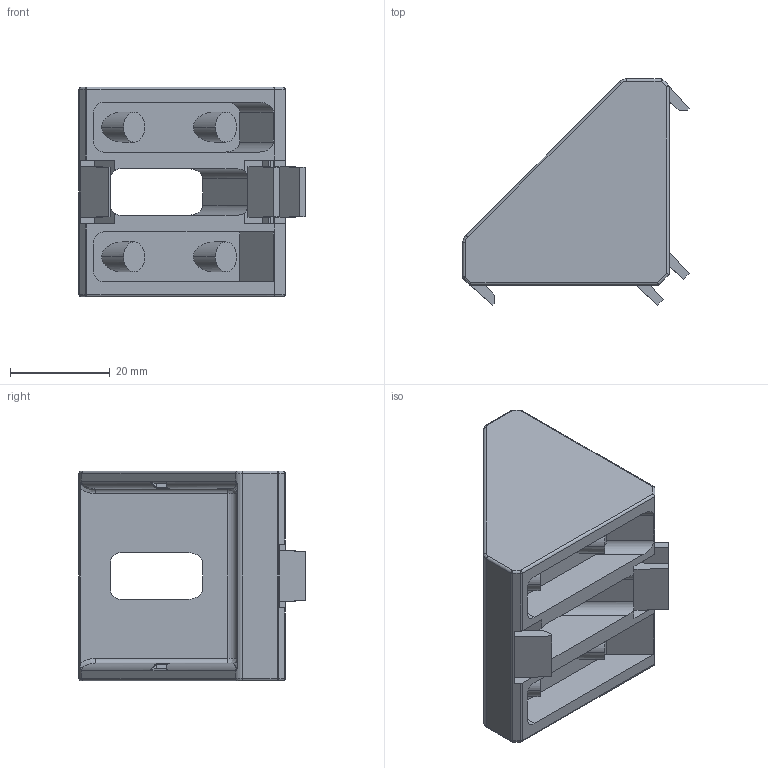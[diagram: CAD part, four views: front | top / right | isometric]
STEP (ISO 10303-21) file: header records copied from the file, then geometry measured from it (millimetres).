
FILE_DESCRIPTION (( 'STEP AP214' ), '1' );
FILE_NAME ('6261100', '2019-01-28T17:09:24', ( '' ), ('JUGARD+KÜNSTNER GmbH'), 'SwSTEP 2.0', 'SolidWorks 2017', '' );
FILE_SCHEMA (( 'AUTOMOTIVE_DESIGN' ));
Length unit declared in the file: millimetre
Products named in the file (1): 6261100
Bounding box: 45.3 x 45.3 x 42 mm (x, y, z)
Volume: 20339 mm3; surface area: 13494.2 mm2
Topology: 1 solids, 1 shells, 224 faces, 561 edges, 343 vertices
Faces by surface type: plane 97, cylinder 90, bspline 37
Entity records: 7344 total; most frequent: CARTESIAN_POINT 2293, ORIENTED_EDGE 1106, DIRECTION 973, EDGE_CURVE 553, VERTEX_POINT 343, AXIS2_PLACEMENT_3D 327, VECTOR 319, LINE 319
